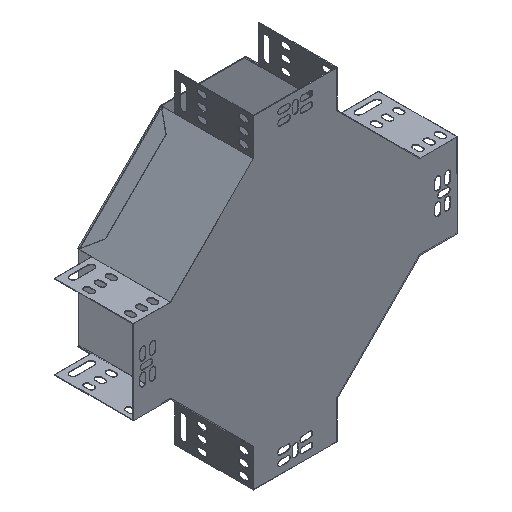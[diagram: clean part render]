
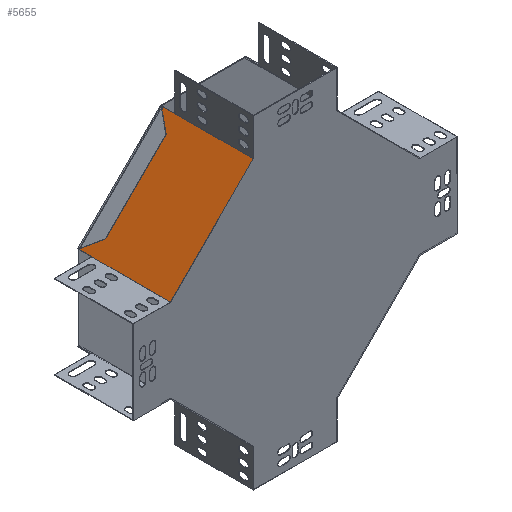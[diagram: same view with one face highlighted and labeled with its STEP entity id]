
A CAD part, isometric view. The second image highlights one B-rep face of the part: STEP entity #5655.
In plain terms, the highlighted planar face has unit normal (-0.707, 0, 0.707).
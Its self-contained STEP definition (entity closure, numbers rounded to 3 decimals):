
#11 = VECTOR ( 'NONE', #8319, 1000. ) ;
#92 = VECTOR ( 'NONE', #1603, 1000. ) ;
#342 = CARTESIAN_POINT ( 'NONE',  ( -41.536, 79.164, 155.85 ) ) ;
#532 = EDGE_CURVE ( 'NONE', #6923, #12816, #10496, .T. ) ;
#565 = ORIENTED_EDGE ( 'NONE', *, *, #9009, .T. ) ;
#877 = DIRECTION ( 'NONE',  ( -0.707, 0., -0.707 ) ) ;
#1187 = VECTOR ( 'NONE', #1401, 1000. ) ;
#1319 = EDGE_CURVE ( 'NONE', #13106, #8585, #8275, .T. ) ;
#1401 = DIRECTION ( 'NONE',  ( -0.707, 0., -0.707 ) ) ;
#1570 = CARTESIAN_POINT ( 'NONE',  ( -142.336, 174.164, 55.05 ) ) ;
#1603 = DIRECTION ( 'NONE',  ( 0., -1., 0. ) ) ;
#1922 = EDGE_CURVE ( 'NONE', #7965, #5902, #12965, .T. ) ;
#1984 = ORIENTED_EDGE ( 'NONE', *, *, #7836, .F. ) ;
#2368 = ORIENTED_EDGE ( 'NONE', *, *, #11366, .T. ) ;
#2931 = CARTESIAN_POINT ( 'NONE',  ( -42.336, 189.164, 155.05 ) ) ;
#3232 = FACE_OUTER_BOUND ( 'NONE', #4165, .T. ) ;
#3601 = CARTESIAN_POINT ( 'NONE',  ( -142.336, 79.164, 55.05 ) ) ;
#3734 = AXIS2_PLACEMENT_3D ( 'NONE', #4932, #7016, #877 ) ;
#4165 = EDGE_LOOP ( 'NONE', ( #2368, #7831, #1984, #6968, #565, #4704 ) ) ;
#4244 = CARTESIAN_POINT ( 'NONE',  ( -42.336, 79.964, 155.05 ) ) ;
#4704 = ORIENTED_EDGE ( 'NONE', *, *, #532, .T. ) ;
#4932 = CARTESIAN_POINT ( 'NONE',  ( -142.336, 79.964, 55.05 ) ) ;
#5623 = CARTESIAN_POINT ( 'NONE',  ( -42.336, 79.164, 155.05 ) ) ;
#5655 = ADVANCED_FACE ( 'NONE', ( #3232 ), #5957, .F. ) ;
#5902 = VERTEX_POINT ( 'NONE', #9528 ) ;
#5957 = PLANE ( 'NONE',  #3734 ) ;
#6740 = CARTESIAN_POINT ( 'NONE',  ( -42.336, 79.964, 155.05 ) ) ;
#6840 = CARTESIAN_POINT ( 'NONE',  ( -142.336, 189.164, 55.05 ) ) ;
#6923 = VERTEX_POINT ( 'NONE', #2931 ) ;
#6968 = ORIENTED_EDGE ( 'NONE', *, *, #1922, .T. ) ;
#7016 = DIRECTION ( 'NONE',  ( 0.707, 0., -0.707 ) ) ;
#7443 = VECTOR ( 'NONE', #7770, 1000. ) ;
#7494 = CARTESIAN_POINT ( 'NONE',  ( -142.336, 189.164, 55.05 ) ) ;
#7731 = VECTOR ( 'NONE', #10981, 1000. ) ;
#7770 = DIRECTION ( 'NONE',  ( 0., 1., 0. ) ) ;
#7831 = ORIENTED_EDGE ( 'NONE', *, *, #1319, .T. ) ;
#7836 = EDGE_CURVE ( 'NONE', #7965, #8585, #12124, .T. ) ;
#7965 = VERTEX_POINT ( 'NONE', #5623 ) ;
#8275 = LINE ( 'NONE', #1570, #92 ) ;
#8319 = DIRECTION ( 'NONE',  ( 0., 1., 0. ) ) ;
#8585 = VERTEX_POINT ( 'NONE', #3601 ) ;
#9009 = EDGE_CURVE ( 'NONE', #5902, #6923, #13067, .T. ) ;
#9528 = CARTESIAN_POINT ( 'NONE',  ( -42.336, 174.164, 155.05 ) ) ;
#9958 = CARTESIAN_POINT ( 'NONE',  ( -142.336, 174.164, 55.05 ) ) ;
#10215 = LINE ( 'NONE', #11232, #12972 ) ;
#10496 = LINE ( 'NONE', #6840, #7731 ) ;
#10981 = DIRECTION ( 'NONE',  ( -0.707, 0., -0.707 ) ) ;
#11232 = CARTESIAN_POINT ( 'NONE',  ( -142.336, 79.964, 55.05 ) ) ;
#11366 = EDGE_CURVE ( 'NONE', #12816, #13106, #10215, .T. ) ;
#12124 = LINE ( 'NONE', #342, #1187 ) ;
#12272 = DIRECTION ( 'NONE',  ( 0., -1., 0. ) ) ;
#12816 = VERTEX_POINT ( 'NONE', #7494 ) ;
#12965 = LINE ( 'NONE', #6740, #7443 ) ;
#12972 = VECTOR ( 'NONE', #12272, 1000. ) ;
#13067 = LINE ( 'NONE', #4244, #11 ) ;
#13106 = VERTEX_POINT ( 'NONE', #9958 ) ;
